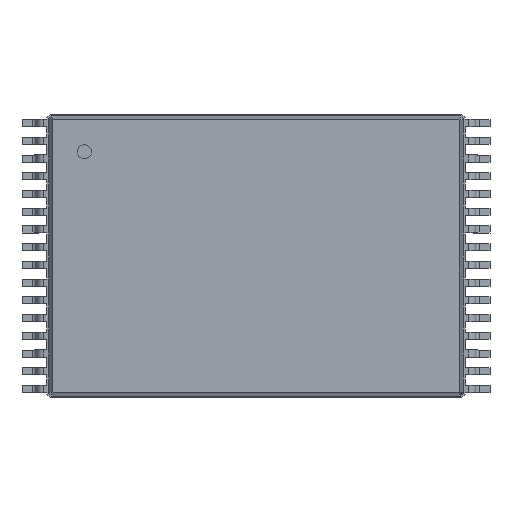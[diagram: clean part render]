
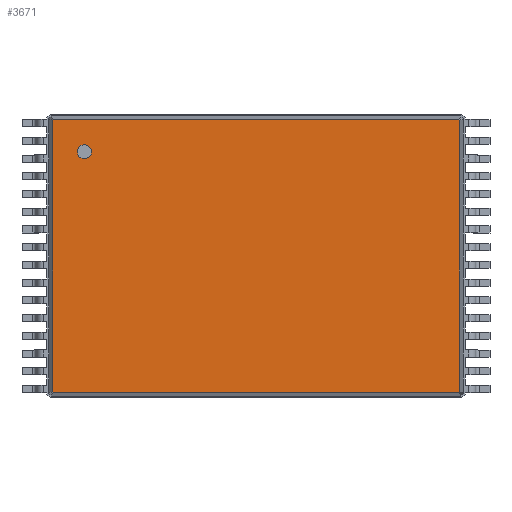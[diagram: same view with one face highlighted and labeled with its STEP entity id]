
A CAD part, top view. The second image highlights one B-rep face of the part: STEP entity #3671.
In plain terms, the highlighted planar face has unit normal (0, 0, 1).
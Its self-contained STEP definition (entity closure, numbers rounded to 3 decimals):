
#13=DIRECTION('',(0.,0.,1.));
#27=VECTOR('',#28,1.);
#28=DIRECTION('',(0.,-1.,0.));
#49=DIRECTION('',(0.,1.,0.));
#59=VECTOR('',#60,1.);
#60=DIRECTION('',(1.,0.,0.));
#84=DIRECTION('',(0.,0.,-1.));
#131=VECTOR('',#132,1.);
#132=DIRECTION('',(-1.,0.,0.));
#485=VECTOR('',#486,1.);
#486=DIRECTION('',(0.707,-0.707,0.));
#492=VECTOR('',#493,1.);
#493=DIRECTION('',(-0.707,-0.707,0.));
#504=VECTOR('',#505,1.);
#505=DIRECTION('',(-0.707,0.707,0.));
#511=VECTOR('',#49,1.);
#515=VECTOR('',#516,1.);
#516=DIRECTION('',(0.707,0.707,0.));
#1288=VERTEX_POINT('',#1289);
#1289=CARTESIAN_POINT('',(5.739,-3.82,1.6));
#1292=EDGE_CURVE('',#1293,#1288,#1295,.T.);
#1293=VERTEX_POINT('',#1294);
#1294=CARTESIAN_POINT('',(5.739,3.82,1.6));
#1295=LINE('',#1294,#27);
#3663=EDGE_CURVE('',#3664,#1293,#3666,.T.);
#3664=VERTEX_POINT('',#3665);
#3665=CARTESIAN_POINT('',(5.72,3.839,1.6));
#3666=LINE('',#3665,#485);
#3671=ADVANCED_FACE('',(#3672,#3704),#3713,.F.);
#3672=FACE_BOUND('',#3673,.F.);
#3673=EDGE_LOOP('',(#3674,#3679,#3680,#3681,#3686,#3691,#3696,#3701));
#3674=ORIENTED_EDGE('',*,*,#3675,.T.);
#3675=EDGE_CURVE('',#3676,#3664,#3678,.T.);
#3676=VERTEX_POINT('',#3677);
#3677=CARTESIAN_POINT('',(-5.72,3.839,1.6));
#3678=LINE('',#3677,#59);
#3679=ORIENTED_EDGE('',*,*,#3663,.T.);
#3680=ORIENTED_EDGE('',*,*,#1292,.T.);
#3681=ORIENTED_EDGE('',*,*,#3682,.T.);
#3682=EDGE_CURVE('',#1288,#3683,#3685,.T.);
#3683=VERTEX_POINT('',#3684);
#3684=CARTESIAN_POINT('',(5.72,-3.839,1.6));
#3685=LINE('',#1289,#492);
#3686=ORIENTED_EDGE('',*,*,#3687,.T.);
#3687=EDGE_CURVE('',#3683,#3688,#3690,.T.);
#3688=VERTEX_POINT('',#3689);
#3689=CARTESIAN_POINT('',(-5.72,-3.839,1.6));
#3690=LINE('',#3684,#131);
#3691=ORIENTED_EDGE('',*,*,#3692,.T.);
#3692=EDGE_CURVE('',#3688,#3693,#3695,.T.);
#3693=VERTEX_POINT('',#3694);
#3694=CARTESIAN_POINT('',(-5.739,-3.82,1.6));
#3695=LINE('',#3689,#504);
#3696=ORIENTED_EDGE('',*,*,#3697,.T.);
#3697=EDGE_CURVE('',#3693,#3698,#3700,.T.);
#3698=VERTEX_POINT('',#3699);
#3699=CARTESIAN_POINT('',(-5.739,3.82,1.6));
#3700=LINE('',#3694,#511);
#3701=ORIENTED_EDGE('',*,*,#3702,.T.);
#3702=EDGE_CURVE('',#3698,#3676,#3703,.T.);
#3703=LINE('',#3699,#515);
#3704=FACE_BOUND('',#3705,.F.);
#3705=EDGE_LOOP('',(#3706));
#3706=ORIENTED_EDGE('',*,*,#3707,.T.);
#3707=EDGE_CURVE('',#3708,#3708,#3710,.T.);
#3708=VERTEX_POINT('',#3709);
#3709=CARTESIAN_POINT('',(-4.839,2.739,1.6));
#3710=CIRCLE('',#3711,0.2);
#3711=AXIS2_PLACEMENT_3D('',#3712,#13,#28);
#3712=CARTESIAN_POINT('',(-4.839,2.939,1.6));
#3713=PLANE('',#3714);
#3714=AXIS2_PLACEMENT_3D('',#3677,#84,#3715);
#3715=DIRECTION('',(0.831,-0.556,0.));
